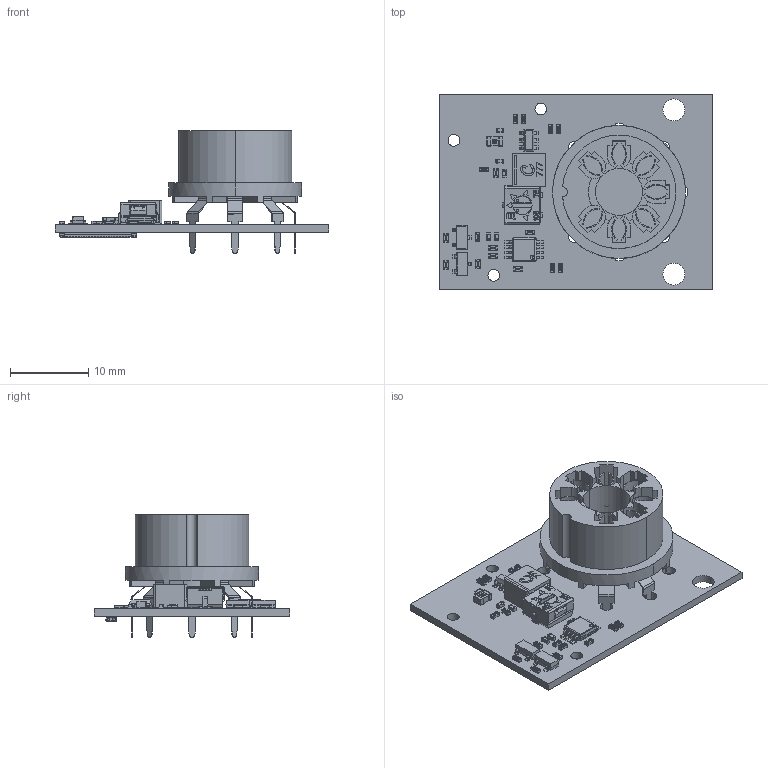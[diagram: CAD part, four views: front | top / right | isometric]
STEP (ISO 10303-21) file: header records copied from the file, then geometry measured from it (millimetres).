
FILE_DESCRIPTION(('Open CASCADE Model'),'2;1');
FILE_NAME('Open CASCADE Shape Model','2021-06-29T10:21:42',('Author'),( 'Open CASCADE'),'Open CASCADE STEP processor 6.8','Open CASCADE 6.8' ,'Unknown');
FILE_SCHEMA(('AUTOMOTIVE_DESIGN { 1 0 10303 214 1 1 1 1 }'));
Length unit declared in the file: millimetre
Products named in the file (53): PCB; Board; Open CASCADE STEP translator 6.8 1.1.1; U2; MQ-Sensor-socket-7; R17; RES_1005-0402; R12; 3314j-2-103e; Open CASCADE STEP translator 6.8 1.4.1.1; Open CASCADE STEP translator 6.8 1.4.1.2; Open CASCADE STEP translator 6.8 1.4.1.3; Open CASCADE STEP translator 6.8 1.4.1.4; Open CASCADE STEP translator 6.8 1.4.1.5; Open CASCADE STEP translator 6.8 1.4.1.6; Open CASCADE STEP translator 6.8 1.4.1.7; Open CASCADE STEP translator 6.8 1.4.1.8; Open CASCADE STEP translator 6.8 1.4.1.9; Open CASCADE STEP translator 6.8 1.4.1.10; U3; User_Library-VSSOP8_3x3_e0_65-1; U1; SOT-23-6; R16; R15; R14; R13; R11; R10; R9; R8; R7; R6; R5; R4; R3; R2; R1; Q2; SOT-23 ...
Assembly tree (72 placements, depth 4):
  PCB
    Board
      Open CASCADE STEP translator 6.8 1.1.1
    U2
      MQ-Sensor-socket-7
    R17
      RES_1005-0402
    R12
      3314j-2-103e
        Open CASCADE STEP translator 6.8 1.4.1.1
        Open CASCADE STEP translator 6.8 1.4.1.2
        Open CASCADE STEP translator 6.8 1.4.1.3
        Open CASCADE STEP translator 6.8 1.4.1.4
        Open CASCADE STEP translator 6.8 1.4.1.5
        Open CASCADE STEP translator 6.8 1.4.1.6
        Open CASCADE STEP translator 6.8 1.4.1.7
        Open CASCADE STEP translator 6.8 1.4.1.8
        Open CASCADE STEP translator 6.8 1.4.1.9
        Open CASCADE STEP translator 6.8 1.4.1.10
    U3
      User_Library-VSSOP8_3x3_e0_65-1
    U1
      SOT-23-6
    R16
      RES_1005-0402
    R15
      RES_1005-0402
    R14
      RES_1005-0402
    R13
      RES_1005-0402
    R11
      RES_1005-0402
    R10
      RES_1005-0402
    R9
      RES_1005-0402
    R8
      RES_1005-0402
    R7
      RES_1005-0402
    R6
      RES_1005-0402
    R5
      RES_1005-0402
    R4
      RES_1005-0402
    R3
      RES_1005-0402
    R2
      RES_1005-0402
    R1
      RES_1005-0402
    Q2
      SOT-23
    Q1
      SOT-23
    L1
      Coilcraft-XFL4030
    J1
Bounding box: 35 x 25 x 15.64 mm (x, y, z)
Volume: 2038.2 mm3; surface area: 4357.4 mm2
Topology: 88 solids, 88 shells, 3965 faces, 10237 edges, 6576 vertices
Faces by surface type: plane 2276, bspline 1085, cylinder 506, sphere 90, cone 4, torus 4
Full cylindrical faces by diameter (mm): 1.5 x3, 1.6 x7, 2.8 x2
Entity records: 86373 total; most frequent: CARTESIAN_POINT 21149, ORIENTED_EDGE 12098, DIRECTION 10003, EDGE_CURVE 6049, LINE 4467, VECTOR 4467, VERTEX_POINT 3914, AXIS2_PLACEMENT_3D 2768
